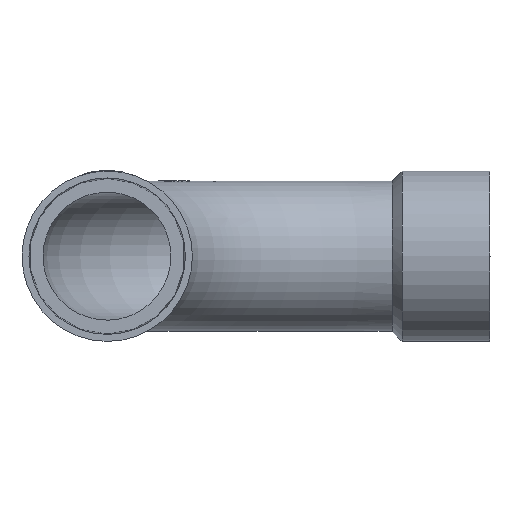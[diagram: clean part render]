
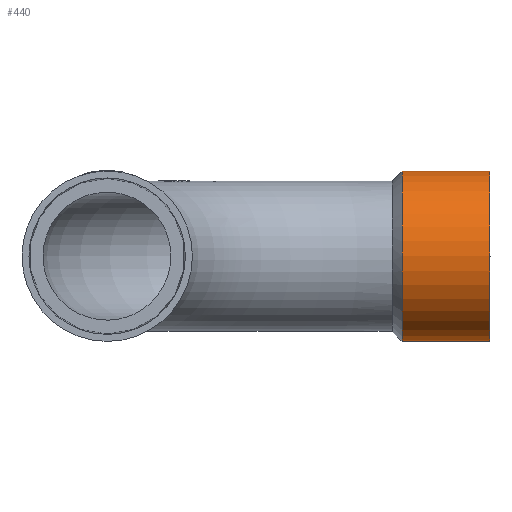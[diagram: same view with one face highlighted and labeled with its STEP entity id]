
A CAD part, front view. The second image highlights one B-rep face of the part: STEP entity #440.
In plain terms, the highlighted cylindrical face has radius 62.5 mm (diameter 125 mm), a full revolution.
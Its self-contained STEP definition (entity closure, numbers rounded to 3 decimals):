
#440=ADVANCED_FACE('',(#1086,#1087),#641,.T.);
#641=CYLINDRICAL_SURFACE('',#3762,62.5);
#670=CIRCLE('',#3756,62.5);
#672=CIRCLE('',#3760,62.5);
#1086=FACE_BOUND('',#1143,.T.);
#1087=FACE_BOUND('',#1144,.T.);
#1143=EDGE_LOOP('',(#1531));
#1144=EDGE_LOOP('',(#1532));
#1531=ORIENTED_EDGE('',*,*,#2931,.F.);
#1532=ORIENTED_EDGE('',*,*,#2929,.T.);
#2573=VERTEX_POINT('',#5603);
#2575=VERTEX_POINT('',#5609);
#2929=EDGE_CURVE('',#2573,#2573,#670,.T.);
#2931=EDGE_CURVE('',#2575,#2575,#672,.T.);
#3756=AXIS2_PLACEMENT_3D('',#5602,#3948,#3949);
#3760=AXIS2_PLACEMENT_3D('',#5608,#3956,#3957);
#3762=AXIS2_PLACEMENT_3D('',#5611,#3960,#3961);
#3948=DIRECTION('',(1.,0.,0.));
#3949=DIRECTION('',(0.,0.,-1.));
#3956=DIRECTION('',(1.,0.,0.));
#3957=DIRECTION('',(0.,0.,-1.));
#3960=DIRECTION('',(1.,0.,0.));
#3961=DIRECTION('',(0.,0.,-1.));
#5602=CARTESIAN_POINT('',(7927.025,939.755,0.));
#5603=CARTESIAN_POINT('',(7927.025,939.755,-62.5));
#5608=CARTESIAN_POINT('',(7991.525,939.755,0.));
#5609=CARTESIAN_POINT('',(7991.525,939.755,-62.5));
#5611=CARTESIAN_POINT('',(7991.539,939.755,0.));
